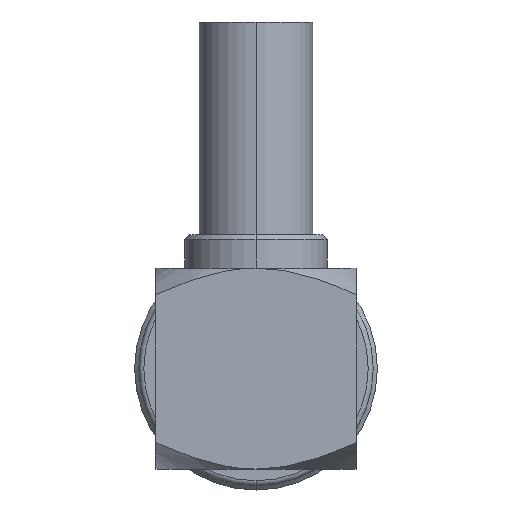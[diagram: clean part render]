
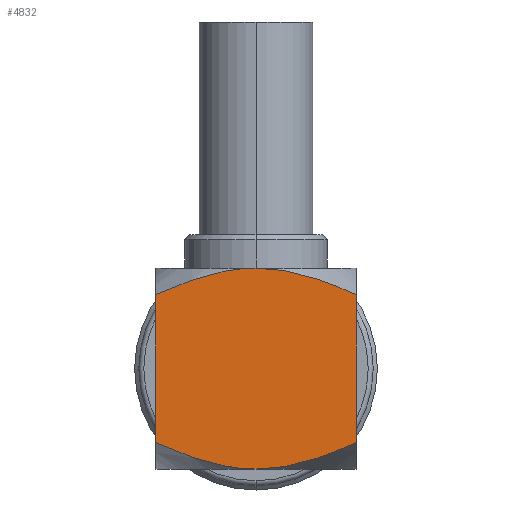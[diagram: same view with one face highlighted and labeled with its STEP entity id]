
A CAD part, front view. The second image highlights one B-rep face of the part: STEP entity #4832.
In plain terms, the highlighted planar face has unit normal (0, -1, 0).
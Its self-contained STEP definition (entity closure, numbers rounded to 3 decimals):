
#1936=CARTESIAN_POINT('',(6.,-14.3,-9.909));
#1947=DIRECTION('',(0.,0.,-1.));
#1948=VECTOR('',#1947,8.819);
#1949=CARTESIAN_POINT('',(6.,-14.3,-1.091));
#1950=LINE('',#1949,#1948);
#1988=CARTESIAN_POINT('',(0.,-14.3,-11.5));
#1989=CARTESIAN_POINT('',(0.267,-14.3,-11.5));
#1990=CARTESIAN_POINT('',(0.8,-14.3,-11.477));
#1991=CARTESIAN_POINT('',(1.597,-14.3,-11.376));
#1992=CARTESIAN_POINT('',(2.393,-14.3,-11.215));
#1993=CARTESIAN_POINT('',(3.201,-14.3,-10.996));
#1994=CARTESIAN_POINT('',(4.046,-14.3,-10.716));
#1995=CARTESIAN_POINT('',(4.963,-14.3,-10.364));
#1996=CARTESIAN_POINT('',(5.644,-14.3,-10.071));
#1997=CARTESIAN_POINT('',(6.,-14.3,-9.909));
#1999=CARTESIAN_POINT('',(-6.,-14.3,-9.909));
#2000=CARTESIAN_POINT('',(-5.641,-14.3,-10.072));
#2001=CARTESIAN_POINT('',(-4.955,-14.3,-10.368));
#2002=CARTESIAN_POINT('',(-4.031,-14.3,-10.722));
#2003=CARTESIAN_POINT('',(-3.18,-14.3,-11.002));
#2004=CARTESIAN_POINT('',(-2.373,-14.3,-11.22));
#2005=CARTESIAN_POINT('',(-1.581,-14.3,-11.379));
#2006=CARTESIAN_POINT('',(-0.792,-14.3,-11.478));
#2007=CARTESIAN_POINT('',(-0.264,-14.3,-11.5));
#2008=CARTESIAN_POINT('',(0.,-14.3,-11.5));
#2010=CARTESIAN_POINT('',(-6.,-14.3,-1.091));
#2011=CARTESIAN_POINT('',(-5.641,-14.3,-0.928));
#2012=CARTESIAN_POINT('',(-4.955,-14.3,-0.632));
#2013=CARTESIAN_POINT('',(-4.031,-14.3,-0.278));
#2014=CARTESIAN_POINT('',(-3.18,-14.3,0.002));
#2015=CARTESIAN_POINT('',(-2.373,-14.3,0.22));
#2016=CARTESIAN_POINT('',(-1.581,-14.3,0.379));
#2017=CARTESIAN_POINT('',(-0.792,-14.3,0.478));
#2018=CARTESIAN_POINT('',(-0.264,-14.3,0.5));
#2019=CARTESIAN_POINT('',(0.,-14.3,0.5));
#2021=CARTESIAN_POINT('',(0.,-14.3,0.5));
#2022=CARTESIAN_POINT('',(0.267,-14.3,0.5));
#2023=CARTESIAN_POINT('',(0.8,-14.3,0.477));
#2024=CARTESIAN_POINT('',(1.597,-14.3,0.376));
#2025=CARTESIAN_POINT('',(2.393,-14.3,0.215));
#2026=CARTESIAN_POINT('',(3.201,-14.3,-0.004));
#2027=CARTESIAN_POINT('',(4.046,-14.3,-0.284));
#2028=CARTESIAN_POINT('',(4.963,-14.3,-0.636));
#2029=CARTESIAN_POINT('',(5.644,-14.3,-0.929));
#2030=CARTESIAN_POINT('',(6.,-14.3,-1.091));
#2069=DIRECTION('',(0.,0.,-1.));
#2070=VECTOR('',#2069,8.819);
#2071=CARTESIAN_POINT('',(-6.,-14.3,-1.091));
#2072=LINE('',#2071,#2070);
#2082=CARTESIAN_POINT('',(-6.,-14.3,-9.909));
#2274=VERTEX_POINT('',#2082);
#2275=VERTEX_POINT('',#1936);
#2278=CARTESIAN_POINT('',(0.,-14.3,-11.5));
#2279=VERTEX_POINT('',#2278);
#2284=CARTESIAN_POINT('',(-6.,-14.3,-1.091));
#2285=VERTEX_POINT('',#2284);
#2288=CARTESIAN_POINT('',(6.,-14.3,-1.091));
#2289=VERTEX_POINT('',#2288);
#2293=CARTESIAN_POINT('',(0.,-14.3,0.5));
#2294=VERTEX_POINT('',#2293);
#4815=CARTESIAN_POINT('',(-6.,-14.3,0.5));
#4816=DIRECTION('',(0.,-1.,0.));
#4817=DIRECTION('',(0.,0.,-1.));
#4818=AXIS2_PLACEMENT_3D('',#4815,#4816,#4817);
#4819=PLANE('',#4818);
#4820=ORIENTED_EDGE('',*,*,#4780,.F.);
#4822=ORIENTED_EDGE('',*,*,#4821,.F.);
#4824=ORIENTED_EDGE('',*,*,#4823,.F.);
#4826=ORIENTED_EDGE('',*,*,#4825,.T.);
#4828=ORIENTED_EDGE('',*,*,#4827,.T.);
#4829=ORIENTED_EDGE('',*,*,#4804,.T.);
#4830=EDGE_LOOP('',(#4820,#4822,#4824,#4826,#4828,#4829));
#4831=FACE_OUTER_BOUND('',#4830,.F.);
#1998=B_SPLINE_CURVE_WITH_KNOTS('',3,(#1988,#1989,#1990,#1991,#1992,#1993,#1994,
#1995,#1996,#1997),.UNSPECIFIED.,.F.,.F.,(4,1,1,1,1,1,1,4),(0.,
0.143,0.286,0.429,0.571,
0.714,0.857,1.),.UNSPECIFIED.);
#2009=B_SPLINE_CURVE_WITH_KNOTS('',3,(#1999,#2000,#2001,#2002,#2003,#2004,#2005,
#2006,#2007,#2008),.UNSPECIFIED.,.F.,.F.,(4,1,1,1,1,1,1,4),(0.,
0.143,0.286,0.429,0.571,
0.714,0.857,1.),.UNSPECIFIED.);
#2020=B_SPLINE_CURVE_WITH_KNOTS('',3,(#2010,#2011,#2012,#2013,#2014,#2015,#2016,
#2017,#2018,#2019),.UNSPECIFIED.,.F.,.F.,(4,1,1,1,1,1,1,4),(0.,
0.143,0.286,0.429,0.571,
0.714,0.857,1.),.UNSPECIFIED.);
#2031=B_SPLINE_CURVE_WITH_KNOTS('',3,(#2021,#2022,#2023,#2024,#2025,#2026,#2027,
#2028,#2029,#2030),.UNSPECIFIED.,.F.,.F.,(4,1,1,1,1,1,1,4),(0.,
0.143,0.286,0.429,0.571,
0.714,0.857,1.),.UNSPECIFIED.);
#4780=EDGE_CURVE('',#2279,#2275,#1998,.T.);
#4804=EDGE_CURVE('',#2289,#2275,#1950,.T.);
#4821=EDGE_CURVE('',#2274,#2279,#2009,.T.);
#4823=EDGE_CURVE('',#2285,#2274,#2072,.T.);
#4825=EDGE_CURVE('',#2285,#2294,#2020,.T.);
#4827=EDGE_CURVE('',#2294,#2289,#2031,.T.);
#4832=ADVANCED_FACE('',(#4831),#4819,.T.);
